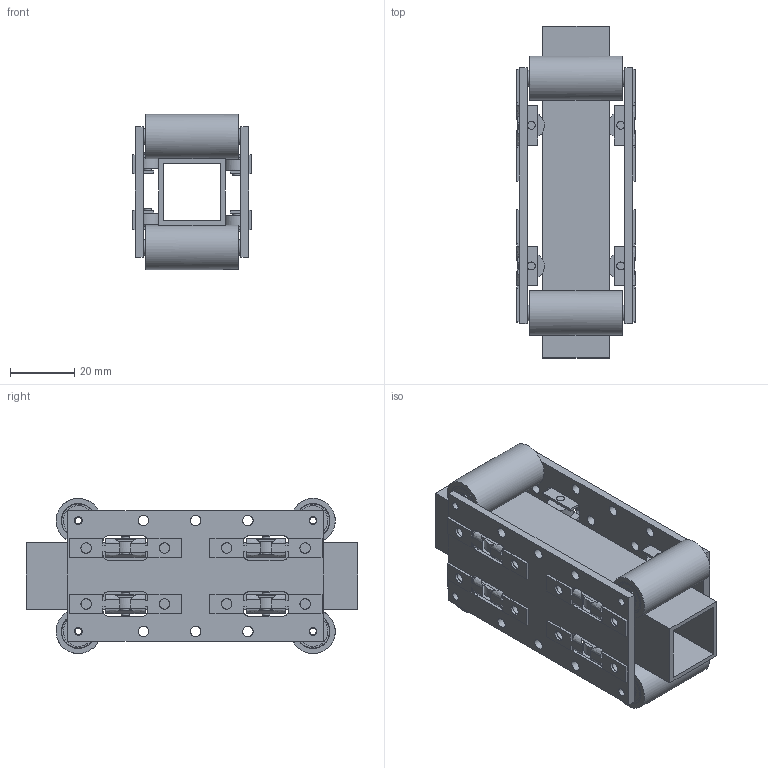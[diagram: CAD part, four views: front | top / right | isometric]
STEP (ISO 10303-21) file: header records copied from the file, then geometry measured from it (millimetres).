
FILE_DESCRIPTION(('FreeCAD Model'),'2;1');
FILE_NAME('Open CASCADE Shape Model','2025-05-02T07:06:59',('FreeCAD'),( 'FreeCAD'),'Open CASCADE STEP processor 7.6','FreeCAD','Unknown');
FILE_SCHEMA(('AUTOMOTIVE_DESIGN { 1 0 10303 214 1 1 1 1 }'));
Length unit declared in the file: millimetre
Products named in the file (1): Open CASCADE STEP translator 7.6 1
Bounding box: 37.06 x 103.66 x 48.48 mm (x, y, z)
Volume: 44705.8 mm3; surface area: 51657.3 mm2
Topology: 43 solids, 43 shells, 754 faces, 1788 edges, 1136 vertices
Faces by surface type: bspline 754
Entity records: 24606 total; most frequent: CARTESIAN_POINT 13609, ORIENTED_EDGE 3576, EDGE_CURVE 1788, B_SPLINE_CURVE_WITH_KNOTS 1212, VERTEX_POINT 1136, FACE_BOUND 988, EDGE_LOOP 988, ADVANCED_FACE 754
